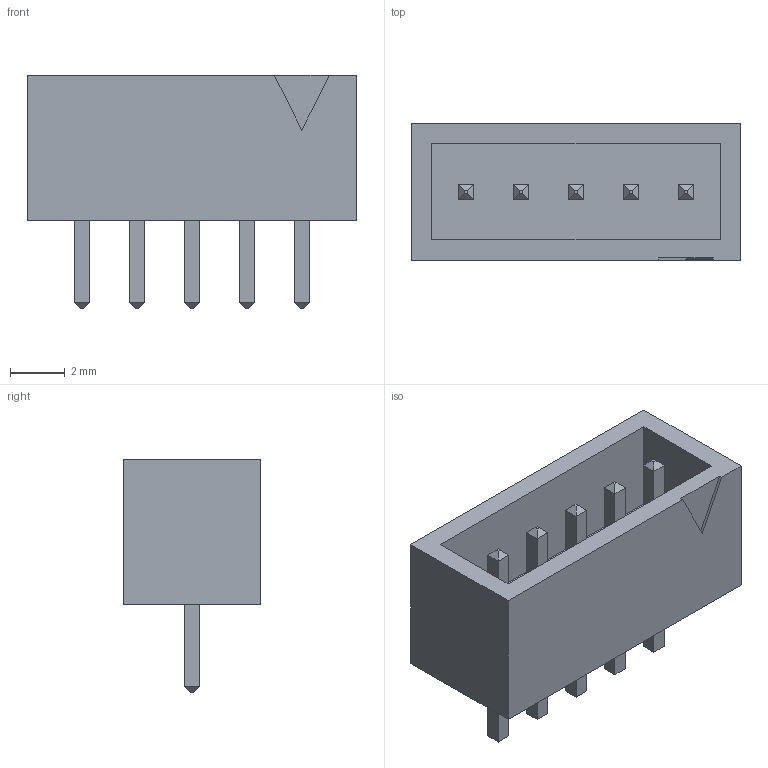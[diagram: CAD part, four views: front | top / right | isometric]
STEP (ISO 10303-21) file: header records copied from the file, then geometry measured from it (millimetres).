
FILE_DESCRIPTION(('FreeCAD Model'),'2;1');
FILE_NAME('248581.2.1.stp','2020-09-12T12:19:18',( 'Author'),(''),'Open CASCADE STEP processor 6.9','FreeCAD','Unknown' );
FILE_SCHEMA(('AUTOMOTIVE_DESIGN { 1 0 10303 214 1 1 1 1 }'));
Length unit declared in the file: millimetre
Products named in the file (3): ASSEMBLY; Body; LeadsArray
Assembly tree (2 placements, depth 2):
  ASSEMBLY
    Body
    LeadsArray
Bounding box: 12 x 5 x 8.5 mm (x, y, z)
Volume: 203.6 mm3; surface area: 489.8 mm2
Topology: 6 solids, 6 shells, 84 faces, 173 edges, 102 vertices
Faces by surface type: plane 84
Entity records: 4460 total; most frequent: CARTESIAN_POINT 708, DIRECTION 693, LINE 519, VECTOR 519, ORIENTED_EDGE 346, PCURVE 346, DEFINITIONAL_REPRESENTATION 346, EDGE_CURVE 173
